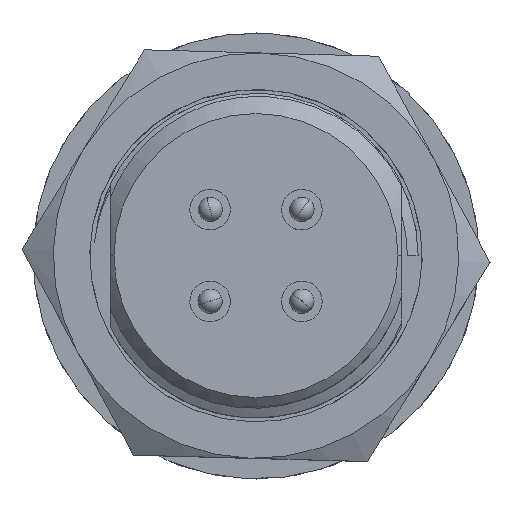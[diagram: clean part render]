
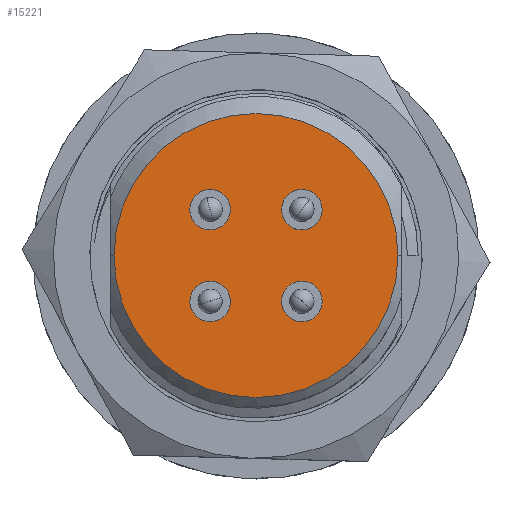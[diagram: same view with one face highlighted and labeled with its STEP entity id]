
A CAD part, top view. The second image highlights one B-rep face of the part: STEP entity #15221.
In plain terms, the highlighted planar face has unit normal (0, 0, 1).
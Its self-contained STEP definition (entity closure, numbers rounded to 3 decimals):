
#56 = CIRCLE ( 'NONE', #20928, 0.5 ) ;
#1114 = CARTESIAN_POINT ( 'NONE',  ( -0.998, 0.65, 0. ) ) ;
#1515 = CARTESIAN_POINT ( 'NONE',  ( 0., 0., 0. ) ) ;
#1630 = FACE_BOUND ( 'NONE', #21674, .T. ) ;
#1777 = DIRECTION ( 'NONE',  ( 1., 0., 0. ) ) ;
#2144 = EDGE_LOOP ( 'NONE', ( #28977, #25729 ) ) ;
#2324 = EDGE_CURVE ( 'NONE', #24027, #29851, #21779, .T. ) ;
#3258 = VERTEX_POINT ( 'NONE', #29252 ) ;
#3731 = CARTESIAN_POINT ( 'NONE',  ( -1.265, 1.613, 0. ) ) ;
#4030 = AXIS2_PLACEMENT_3D ( 'NONE', #5551, #17825, #27547 ) ;
#4547 = CIRCLE ( 'NONE', #4030, 0.5 ) ;
#5387 = CIRCLE ( 'NONE', #27273, 3.503 ) ;
#5551 = CARTESIAN_POINT ( 'NONE',  ( 1.131, 1.131, 0. ) ) ;
#6377 = AXIS2_PLACEMENT_3D ( 'NONE', #20922, #30645, #30188 ) ;
#7038 = CIRCLE ( 'NONE', #24876, 3.503 ) ;
#7294 = CARTESIAN_POINT ( 'NONE',  ( 0., 0., 0. ) ) ;
#7312 = EDGE_LOOP ( 'NONE', ( #14566, #22278 ) ) ;
#7356 = CIRCLE ( 'NONE', #8402, 0.5 ) ;
#7722 = EDGE_LOOP ( 'NONE', ( #13302, #24787 ) ) ;
#7886 = AXIS2_PLACEMENT_3D ( 'NONE', #21070, #14356, #1777 ) ;
#7968 = CARTESIAN_POINT ( 'NONE',  ( -3.503, 0., 0. ) ) ;
#8254 = DIRECTION ( 'NONE',  ( 1., 0., 0. ) ) ;
#8402 = AXIS2_PLACEMENT_3D ( 'NONE', #29240, #19815, #29554 ) ;
#8633 = AXIS2_PLACEMENT_3D ( 'NONE', #19062, #9339, #18462 ) ;
#8950 = FACE_BOUND ( 'NONE', #7722, .T. ) ;
#9339 = DIRECTION ( 'NONE',  ( 0., 0., 1. ) ) ;
#9472 = VERTEX_POINT ( 'NONE', #9487 ) ;
#9487 = CARTESIAN_POINT ( 'NONE',  ( -1.607, -1.285, 0. ) ) ;
#9634 = AXIS2_PLACEMENT_3D ( 'NONE', #14904, #15063, #29589 ) ;
#9845 = DIRECTION ( 'NONE',  ( 1., 0., 0. ) ) ;
#10138 = CARTESIAN_POINT ( 'NONE',  ( 1.438, 1.527, 0. ) ) ;
#10289 = EDGE_CURVE ( 'NONE', #12864, #9472, #15255, .T. ) ;
#10487 = EDGE_CURVE ( 'NONE', #16416, #17444, #56, .T. ) ;
#10543 = CARTESIAN_POINT ( 'NONE',  ( 1.511, -1.457, 0. ) ) ;
#11383 = VERTEX_POINT ( 'NONE', #10543 ) ;
#11594 = CIRCLE ( 'NONE', #17693, 0.5 ) ;
#12864 = VERTEX_POINT ( 'NONE', #23883 ) ;
#12874 = CARTESIAN_POINT ( 'NONE',  ( -1.131, 1.131, 0. ) ) ;
#13095 = DIRECTION ( 'NONE',  ( 1., 0., 0. ) ) ;
#13113 = EDGE_CURVE ( 'NONE', #14299, #21591, #5387, .T. ) ;
#13216 = CIRCLE ( 'NONE', #9634, 0.5 ) ;
#13302 = ORIENTED_EDGE ( 'NONE', *, *, #31149, .F. ) ;
#13303 = ORIENTED_EDGE ( 'NONE', *, *, #14950, .F. ) ;
#13935 = DIRECTION ( 'NONE',  ( 0., 0., 1. ) ) ;
#14299 = VERTEX_POINT ( 'NONE', #28448 ) ;
#14356 = DIRECTION ( 'NONE',  ( 0., 0., 1. ) ) ;
#14566 = ORIENTED_EDGE ( 'NONE', *, *, #13113, .T. ) ;
#14904 = CARTESIAN_POINT ( 'NONE',  ( 1.131, -1.131, 0. ) ) ;
#14950 = EDGE_CURVE ( 'NONE', #11383, #3258, #7356, .T. ) ;
#15063 = DIRECTION ( 'NONE',  ( 0., 0., 1. ) ) ;
#15084 = DIRECTION ( 'NONE',  ( 1., 0., 0. ) ) ;
#15119 = EDGE_CURVE ( 'NONE', #9472, #12864, #29272, .T. ) ;
#15221 = ADVANCED_FACE ( 'NONE', ( #1630, #16283, #8950, #21691, #28871 ), #23467, .T. ) ;
#15255 = CIRCLE ( 'NONE', #8633, 0.5 ) ;
#15876 = EDGE_CURVE ( 'NONE', #21591, #14299, #7038, .T. ) ;
#16283 = FACE_BOUND ( 'NONE', #18835, .T. ) ;
#16416 = VERTEX_POINT ( 'NONE', #10138 ) ;
#17019 = DIRECTION ( 'NONE',  ( 0., 0., 1. ) ) ;
#17444 = VERTEX_POINT ( 'NONE', #18264 ) ;
#17485 = ORIENTED_EDGE ( 'NONE', *, *, #2324, .F. ) ;
#17555 = DIRECTION ( 'NONE',  ( 0., 0., 1. ) ) ;
#17693 = AXIS2_PLACEMENT_3D ( 'NONE', #12874, #13935, #8254 ) ;
#17825 = DIRECTION ( 'NONE',  ( 0., 0., 1. ) ) ;
#18264 = CARTESIAN_POINT ( 'NONE',  ( 0.825, 0.736, 0. ) ) ;
#18462 = DIRECTION ( 'NONE',  ( 1., 0., 0. ) ) ;
#18835 = EDGE_LOOP ( 'NONE', ( #13303, #23671 ) ) ;
#19062 = CARTESIAN_POINT ( 'NONE',  ( -1.131, -1.131, 0. ) ) ;
#19815 = DIRECTION ( 'NONE',  ( 0., 0., 1. ) ) ;
#20922 = CARTESIAN_POINT ( 'NONE',  ( -1.131, -1.131, 0. ) ) ;
#20928 = AXIS2_PLACEMENT_3D ( 'NONE', #22425, #24178, #15084 ) ;
#20957 = DIRECTION ( 'NONE',  ( 0., 0., 1. ) ) ;
#21070 = CARTESIAN_POINT ( 'NONE',  ( -3.63, 3.63, 0. ) ) ;
#21591 = VERTEX_POINT ( 'NONE', #7968 ) ;
#21674 = EDGE_LOOP ( 'NONE', ( #30367, #17485 ) ) ;
#21691 = FACE_BOUND ( 'NONE', #2144, .T. ) ;
#21779 = CIRCLE ( 'NONE', #27381, 0.5 ) ;
#22278 = ORIENTED_EDGE ( 'NONE', *, *, #15876, .T. ) ;
#22425 = CARTESIAN_POINT ( 'NONE',  ( 1.131, 1.131, 0. ) ) ;
#23467 = PLANE ( 'NONE',  #7886 ) ;
#23671 = ORIENTED_EDGE ( 'NONE', *, *, #31555, .F. ) ;
#23883 = CARTESIAN_POINT ( 'NONE',  ( -0.656, -0.978, 0. ) ) ;
#24027 = VERTEX_POINT ( 'NONE', #3731 ) ;
#24178 = DIRECTION ( 'NONE',  ( 0., 0., 1. ) ) ;
#24787 = ORIENTED_EDGE ( 'NONE', *, *, #10487, .F. ) ;
#24876 = AXIS2_PLACEMENT_3D ( 'NONE', #1515, #20957, #28442 ) ;
#24898 = CARTESIAN_POINT ( 'NONE',  ( -1.131, 1.131, 0. ) ) ;
#25729 = ORIENTED_EDGE ( 'NONE', *, *, #15119, .F. ) ;
#27167 = EDGE_CURVE ( 'NONE', #29851, #24027, #11594, .T. ) ;
#27273 = AXIS2_PLACEMENT_3D ( 'NONE', #7294, #17019, #9845 ) ;
#27381 = AXIS2_PLACEMENT_3D ( 'NONE', #24898, #17555, #13095 ) ;
#27547 = DIRECTION ( 'NONE',  ( 1., 0., 0. ) ) ;
#28442 = DIRECTION ( 'NONE',  ( 1., 0., 0. ) ) ;
#28448 = CARTESIAN_POINT ( 'NONE',  ( 3.503, 0., 0. ) ) ;
#28871 = FACE_OUTER_BOUND ( 'NONE', #7312, .T. ) ;
#28977 = ORIENTED_EDGE ( 'NONE', *, *, #10289, .F. ) ;
#29240 = CARTESIAN_POINT ( 'NONE',  ( 1.131, -1.131, 0. ) ) ;
#29252 = CARTESIAN_POINT ( 'NONE',  ( 0.752, -0.806, 0. ) ) ;
#29272 = CIRCLE ( 'NONE', #6377, 0.5 ) ;
#29554 = DIRECTION ( 'NONE',  ( 0., -1., 0. ) ) ;
#29589 = DIRECTION ( 'NONE',  ( 0., -1., 0. ) ) ;
#29851 = VERTEX_POINT ( 'NONE', #1114 ) ;
#30188 = DIRECTION ( 'NONE',  ( 1., 0., 0. ) ) ;
#30367 = ORIENTED_EDGE ( 'NONE', *, *, #27167, .F. ) ;
#30645 = DIRECTION ( 'NONE',  ( 0., 0., 1. ) ) ;
#31149 = EDGE_CURVE ( 'NONE', #17444, #16416, #4547, .T. ) ;
#31555 = EDGE_CURVE ( 'NONE', #3258, #11383, #13216, .T. ) ;
